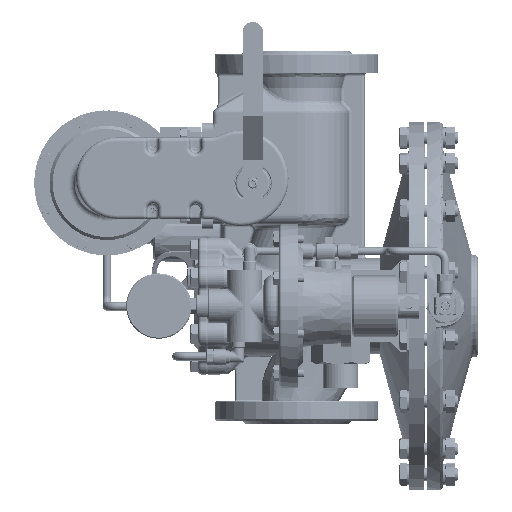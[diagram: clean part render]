
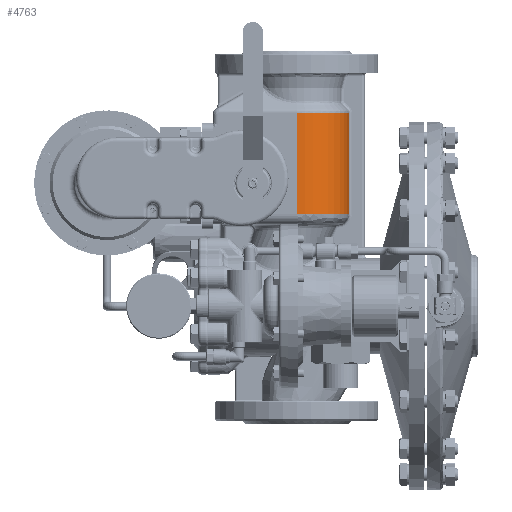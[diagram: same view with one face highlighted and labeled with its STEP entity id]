
A CAD part, left-side view. The second image highlights one B-rep face of the part: STEP entity #4763.
In plain terms, the highlighted cylindrical face has radius 51.5 mm (diameter 103 mm), a partial arc.
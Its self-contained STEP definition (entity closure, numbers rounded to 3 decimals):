
#4763 = ADVANCED_FACE ( 'NONE', ( #74308 ), #46672, .T. ) ;
#22640 = CIRCLE ( 'NONE', #251902, 51.5 ) ;
#23078 = LINE ( 'NONE', #198991, #327083 ) ;
#23913 = VERTEX_POINT ( 'NONE', #43527 ) ;
#29612 = ORIENTED_EDGE ( 'NONE', *, *, #305913, .F. ) ;
#34027 = CARTESIAN_POINT ( 'NONE',  ( 5.333, -4.197, 121.629 ) ) ;
#37787 = CIRCLE ( 'NONE', #142093, 51.5 ) ;
#43527 = CARTESIAN_POINT ( 'NONE',  ( -46.167, -4.197, 121.629 ) ) ;
#46672 = CYLINDRICAL_SURFACE ( 'NONE', #203106, 51.5 ) ;
#52630 = DIRECTION ( 'NONE',  ( 0., 0., -1. ) ) ;
#63608 = DIRECTION ( 'NONE',  ( -1., 0., 0. ) ) ;
#65118 = CARTESIAN_POINT ( 'NONE',  ( -46.167, -4.197, 22.5 ) ) ;
#74308 = FACE_OUTER_BOUND ( 'NONE', #181944, .T. ) ;
#99306 = CARTESIAN_POINT ( 'NONE',  ( -1.282, -55.271, 123.7 ) ) ;
#142093 = AXIS2_PLACEMENT_3D ( 'NONE', #34027, #240103, #63608 ) ;
#156274 = DIRECTION ( 'NONE',  ( 0., 0., 1. ) ) ;
#169233 = EDGE_CURVE ( 'NONE', #226153, #23913, #37787, .T. ) ;
#181944 = EDGE_LOOP ( 'NONE', ( #183274, #293498, #29612, #253414 ) ) ;
#183274 = ORIENTED_EDGE ( 'NONE', *, *, #169233, .T. ) ;
#198991 = CARTESIAN_POINT ( 'NONE',  ( -46.167, -4.197, 123.7 ) ) ;
#203106 = AXIS2_PLACEMENT_3D ( 'NONE', #362258, #156274, #243916 ) ;
#203699 = VERTEX_POINT ( 'NONE', #240895 ) ;
#216951 = LINE ( 'NONE', #99306, #295233 ) ;
#226153 = VERTEX_POINT ( 'NONE', #238392 ) ;
#229074 = CARTESIAN_POINT ( 'NONE',  ( 5.333, -4.197, 22.5 ) ) ;
#238392 = CARTESIAN_POINT ( 'NONE',  ( -1.282, -55.271, 121.629 ) ) ;
#240103 = DIRECTION ( 'NONE',  ( 0., 0., -1. ) ) ;
#240895 = CARTESIAN_POINT ( 'NONE',  ( -1.282, -55.271, 22.5 ) ) ;
#243916 = DIRECTION ( 'NONE',  ( -1., 0., 0. ) ) ;
#251902 = AXIS2_PLACEMENT_3D ( 'NONE', #229074, #52630, #258671 ) ;
#253414 = ORIENTED_EDGE ( 'NONE', *, *, #374181, .T. ) ;
#258671 = DIRECTION ( 'NONE',  ( 1., 0., 0. ) ) ;
#275734 = DIRECTION ( 'NONE',  ( 0., 0., 1. ) ) ;
#293498 = ORIENTED_EDGE ( 'NONE', *, *, #339110, .T. ) ;
#295233 = VECTOR ( 'NONE', #275734, 1000. ) ;
#305913 = EDGE_CURVE ( 'NONE', #203699, #361066, #22640, .T. ) ;
#318583 = DIRECTION ( 'NONE',  ( 0., 0., -1. ) ) ;
#327083 = VECTOR ( 'NONE', #318583, 1000. ) ;
#339110 = EDGE_CURVE ( 'NONE', #23913, #361066, #23078, .T. ) ;
#361066 = VERTEX_POINT ( 'NONE', #65118 ) ;
#362258 = CARTESIAN_POINT ( 'NONE',  ( 5.333, -4.197, 123.7 ) ) ;
#374181 = EDGE_CURVE ( 'NONE', #203699, #226153, #216951, .T. ) ;
